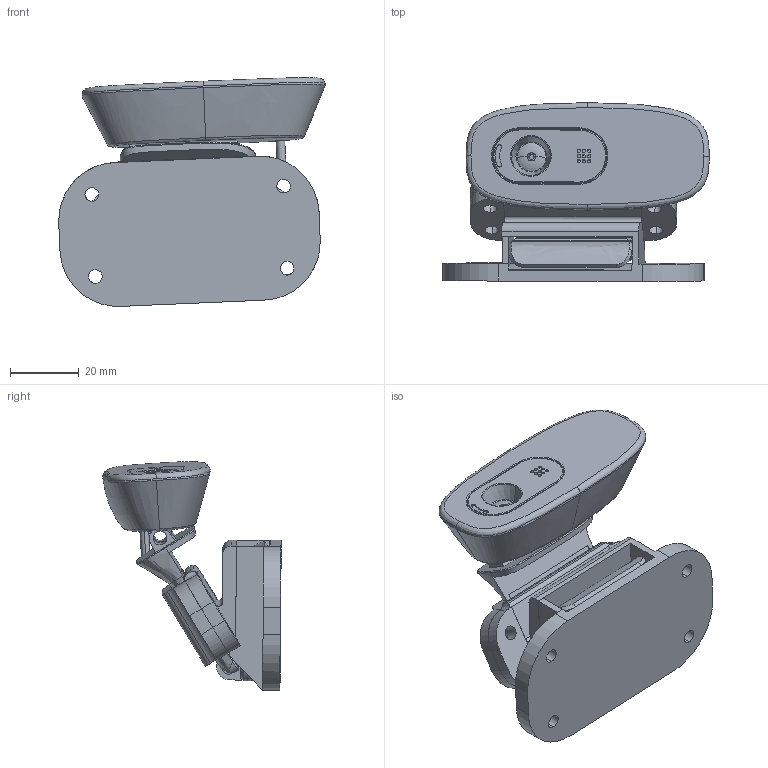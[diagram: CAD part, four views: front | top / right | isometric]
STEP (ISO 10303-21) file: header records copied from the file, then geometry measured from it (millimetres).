
FILE_DESCRIPTION (( 'STEP AP203' ), '1' );
FILE_NAME ('Logitech c270 Assembly.STEP', '2023-02-03T22:34:11', ( '' ), ( '' ), 'SwSTEP 2.0', 'SolidWorks 2021', '' );
FILE_SCHEMA (( 'CONFIG_CONTROL_DESIGN' ));
Length unit declared in the file: millimetre
Products named in the file (6): Logitech c270 Assembly; Logitech c270; Logitech c270c; attachment; Logitech c270b; Camera Mount base
Assembly tree (5 placements, depth 2):
  Logitech c270 Assembly
    Logitech c270c
    Logitech c270b
    Logitech c270
    Camera Mount base
    attachment
Bounding box: 77.74 x 52.04 x 66.76 mm (x, y, z)
Volume: 73432.8 mm3; surface area: 32379.6 mm2
Topology: 6 solids, 6 shells, 296 faces, 739 edges, 468 vertices
Faces by surface type: plane 125, cylinder 112, bspline 38, torus 12, cone 7, sphere 2
Entity records: 14161 total; most frequent: CARTESIAN_POINT 6509, ORIENTED_EDGE 1474, DIRECTION 1434, EDGE_CURVE 737, AXIS2_PLACEMENT_3D 528, VERTEX_POINT 468, LINE 378, VECTOR 378
